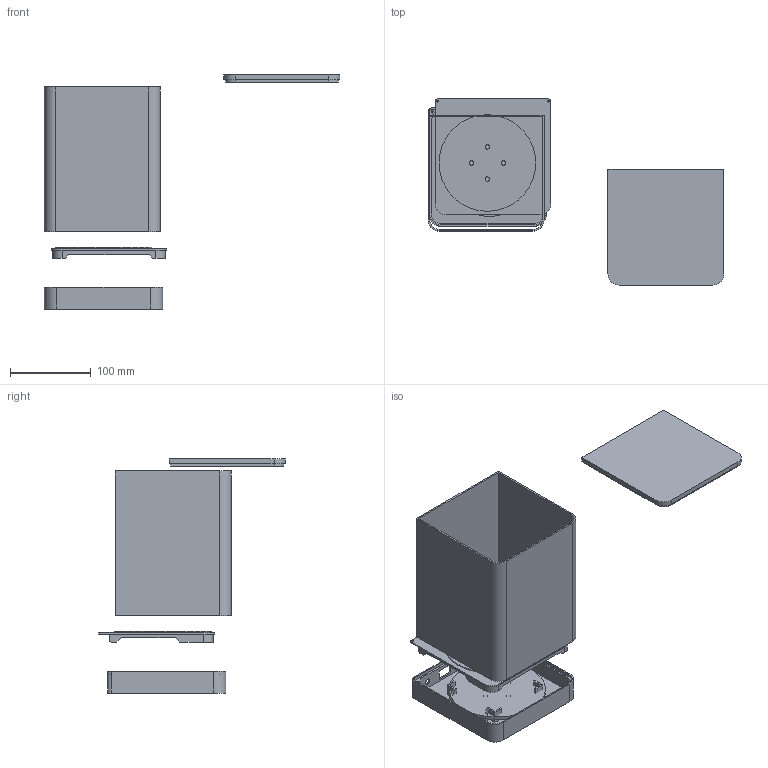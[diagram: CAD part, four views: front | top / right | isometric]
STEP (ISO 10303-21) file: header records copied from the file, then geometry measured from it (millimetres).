
FILE_DESCRIPTION (( 'STEP AP214' ), '1' );
FILE_NAME ('full.STEP', '2025-04-15T05:13:48', ( '' ), ( '' ), 'SwSTEP 2.0', 'SolidWorks 2022', '' );
FILE_SCHEMA (( 'AUTOMOTIVE_DESIGN' ));
Length unit declared in the file: millimetre
Products named in the file (6): mica; tren; de_tren; full; de; mam_sp
Assembly tree (6 placements, depth 2):
  full
    de
    de_tren
    mica
    tren
    mam_sp  x2
Bounding box: 367.43 x 231.75 x 290.95 mm (x, y, z)
Volume: 564651.9 mm3; surface area: 421940.2 mm2
Topology: 6 solids, 14 shells, 259 faces, 641 edges, 426 vertices
Faces by surface type: plane 175, cylinder 66, bspline 18
Entity records: 8751 total; most frequent: CARTESIAN_POINT 2507, ORIENTED_EDGE 1222, DIRECTION 1151, EDGE_CURVE 611, LINE 459, VECTOR 459, VERTEX_POINT 406, AXIS2_PLACEMENT_3D 346
